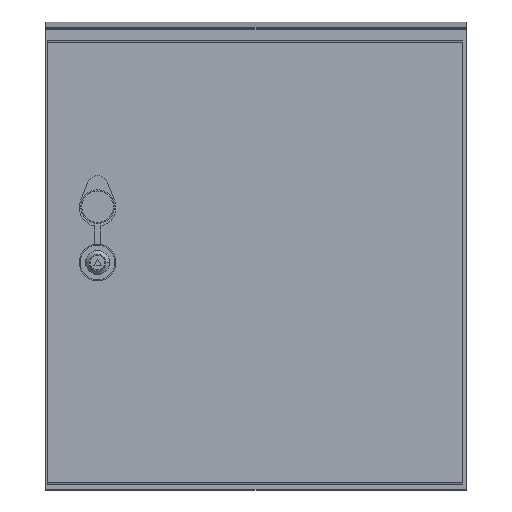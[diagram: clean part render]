
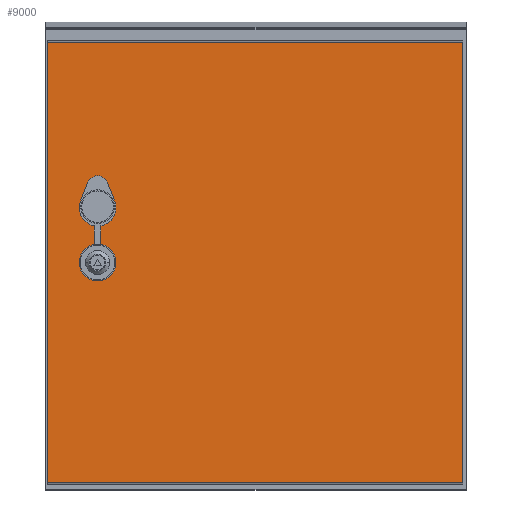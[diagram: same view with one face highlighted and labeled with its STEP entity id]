
A CAD part, top view. The second image highlights one B-rep face of the part: STEP entity #9000.
In plain terms, the highlighted planar face has unit normal (0, 0, 1).
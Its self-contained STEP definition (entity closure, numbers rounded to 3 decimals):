
#245 = CARTESIAN_POINT ( 'NONE',  ( 395., -209.65, 0. ) ) ;
#542 = VECTOR ( 'NONE', #1523, 1000. ) ;
#572 = CARTESIAN_POINT ( 'NONE',  ( 47.5, 52.082, 0. ) ) ;
#652 = CARTESIAN_POINT ( 'NONE',  ( 63.777, 58.51, 0. ) ) ;
#886 = EDGE_CURVE ( 'NONE', #12218, #1709, #2829, .T. ) ;
#944 = DIRECTION ( 'NONE',  ( 1., 0., 0. ) ) ;
#1226 = ORIENTED_EDGE ( 'NONE', *, *, #2181, .F. ) ;
#1251 = DIRECTION ( 'NONE',  ( 0., -1., 0. ) ) ;
#1275 = CARTESIAN_POINT ( 'NONE',  ( 38.199, 76.173, 0. ) ) ;
#1295 = DIRECTION ( 'NONE',  ( 0., 0., 1. ) ) ;
#1392 = CARTESIAN_POINT ( 'NONE',  ( 38.199, 76.173, 0. ) ) ;
#1404 = EDGE_CURVE ( 'NONE', #4592, #6421, #3590, .T. ) ;
#1523 = DIRECTION ( 'NONE',  ( -1., 0., 0. ) ) ;
#1615 = CARTESIAN_POINT ( 'NONE',  ( 44.5, 17.241, 0. ) ) ;
#1709 = VERTEX_POINT ( 'NONE', #12573 ) ;
#1716 = LINE ( 'NONE', #5711, #13049 ) ;
#1765 = CARTESIAN_POINT ( 'NONE',  ( 50.5, 17.241, 0. ) ) ;
#1824 = DIRECTION ( 'NONE',  ( -1., 0., 0. ) ) ;
#2181 = EDGE_CURVE ( 'NONE', #1709, #13526, #2759, .T. ) ;
#2204 = CARTESIAN_POINT ( 'NONE',  ( 47.5, 72.5, 0. ) ) ;
#2473 = ORIENTED_EDGE ( 'NONE', *, *, #9867, .F. ) ;
#2759 = CIRCLE ( 'NONE', #11154, 17.5 ) ;
#2783 = VERTEX_POINT ( 'NONE', #10065 ) ;
#2829 = LINE ( 'NONE', #1392, #9724 ) ;
#3006 = VERTEX_POINT ( 'NONE', #12642 ) ;
#3022 = CARTESIAN_POINT ( 'NONE',  ( 47.5, 0., 0. ) ) ;
#3174 = CARTESIAN_POINT ( 'NONE',  ( 395., 209.65, 0. ) ) ;
#3264 = DIRECTION ( 'NONE',  ( -0.367, 0.93, 0. ) ) ;
#3459 = LINE ( 'NONE', #1615, #13426 ) ;
#3492 = VECTOR ( 'NONE', #14321, 1000. ) ;
#3590 = LINE ( 'NONE', #9549, #8761 ) ;
#3750 = CARTESIAN_POINT ( 'NONE',  ( 30., 52.082, 0. ) ) ;
#3837 = EDGE_CURVE ( 'NONE', #7358, #12662, #14214, .T. ) ;
#3951 = EDGE_LOOP ( 'NONE', ( #14136, #14107, #5140, #15799 ) ) ;
#4032 = CARTESIAN_POINT ( 'NONE',  ( 0., -209.65, 0. ) ) ;
#4139 = AXIS2_PLACEMENT_3D ( 'NONE', #3022, #14087, #15326 ) ;
#4320 = AXIS2_PLACEMENT_3D ( 'NONE', #15547, #4408, #4578 ) ;
#4408 = DIRECTION ( 'NONE',  ( 0., 0., 1. ) ) ;
#4430 = CARTESIAN_POINT ( 'NONE',  ( 50.5, 17.241, 0. ) ) ;
#4578 = DIRECTION ( 'NONE',  ( 1., 0., 0. ) ) ;
#4592 = VERTEX_POINT ( 'NONE', #3174 ) ;
#4651 = LINE ( 'NONE', #14854, #7148 ) ;
#4752 = DIRECTION ( 'NONE',  ( 1., 0., 0. ) ) ;
#4778 = CIRCLE ( 'NONE', #7017, 17.5 ) ;
#5067 = EDGE_CURVE ( 'NONE', #13526, #13351, #9948, .T. ) ;
#5140 = ORIENTED_EDGE ( 'NONE', *, *, #1404, .F. ) ;
#5177 = DIRECTION ( 'NONE',  ( 0., -1., 0. ) ) ;
#5348 = ORIENTED_EDGE ( 'NONE', *, *, #8962, .F. ) ;
#5351 = EDGE_CURVE ( 'NONE', #4592, #12350, #5356, .T. ) ;
#5356 = LINE ( 'NONE', #8989, #542 ) ;
#5497 = ORIENTED_EDGE ( 'NONE', *, *, #8458, .F. ) ;
#5711 = CARTESIAN_POINT ( 'NONE',  ( 395., -209.65, 0. ) ) ;
#6317 = FACE_BOUND ( 'NONE', #10716, .T. ) ;
#6421 = VERTEX_POINT ( 'NONE', #245 ) ;
#6473 = CARTESIAN_POINT ( 'NONE',  ( 47.5, 0., 0. ) ) ;
#6611 = CARTESIAN_POINT ( 'NONE',  ( 47.5, 0., 0. ) ) ;
#7002 = LINE ( 'NONE', #13075, #7967 ) ;
#7017 = AXIS2_PLACEMENT_3D ( 'NONE', #6611, #15166, #1824 ) ;
#7040 = CIRCLE ( 'NONE', #4139, 17.5 ) ;
#7144 = DIRECTION ( 'NONE',  ( -1., 0., 0. ) ) ;
#7148 = VECTOR ( 'NONE', #1251, 1000. ) ;
#7305 = ORIENTED_EDGE ( 'NONE', *, *, #886, .F. ) ;
#7358 = VERTEX_POINT ( 'NONE', #1765 ) ;
#7834 = AXIS2_PLACEMENT_3D ( 'NONE', #9123, #10181, #9075 ) ;
#7852 = PLANE ( 'NONE',  #7834 ) ;
#7865 = AXIS2_PLACEMENT_3D ( 'NONE', #6473, #10426, #14867 ) ;
#7963 = EDGE_CURVE ( 'NONE', #13351, #14737, #3459, .T. ) ;
#7967 = VECTOR ( 'NONE', #3264, 1000. ) ;
#8086 = ORIENTED_EDGE ( 'NONE', *, *, #14088, .F. ) ;
#8172 = DIRECTION ( 'NONE',  ( -1., 0., 0. ) ) ;
#8458 = EDGE_CURVE ( 'NONE', #2783, #12218, #13980, .T. ) ;
#8474 = DIRECTION ( 'NONE',  ( 0., -1., 0. ) ) ;
#8532 = AXIS2_PLACEMENT_3D ( 'NONE', #2204, #10762, #7144 ) ;
#8761 = VECTOR ( 'NONE', #8474, 1000. ) ;
#8962 = EDGE_CURVE ( 'NONE', #10289, #3006, #4778, .T. ) ;
#8989 = CARTESIAN_POINT ( 'NONE',  ( 395., 209.65, 0. ) ) ;
#9000 = ADVANCED_FACE ( 'NONE', ( #13393, #6317 ), #7852, .F. ) ;
#9075 = DIRECTION ( 'NONE',  ( -1., 0., 0. ) ) ;
#9123 = CARTESIAN_POINT ( 'NONE',  ( 395., 209.65, 0. ) ) ;
#9177 = EDGE_CURVE ( 'NONE', #12662, #14726, #15866, .T. ) ;
#9549 = CARTESIAN_POINT ( 'NONE',  ( 395., 209.65, 0. ) ) ;
#9724 = VECTOR ( 'NONE', #11193, 1000. ) ;
#9773 = CARTESIAN_POINT ( 'NONE',  ( 50.5, 34.841, 0. ) ) ;
#9867 = EDGE_CURVE ( 'NONE', #14726, #2783, #7002, .T. ) ;
#9948 = CIRCLE ( 'NONE', #10382, 17.5 ) ;
#10065 = CARTESIAN_POINT ( 'NONE',  ( 56.801, 76.173, 0. ) ) ;
#10181 = DIRECTION ( 'NONE',  ( 0., 0., -1. ) ) ;
#10202 = ORIENTED_EDGE ( 'NONE', *, *, #7963, .F. ) ;
#10289 = VERTEX_POINT ( 'NONE', #12683 ) ;
#10382 = AXIS2_PLACEMENT_3D ( 'NONE', #572, #15642, #944 ) ;
#10426 = DIRECTION ( 'NONE',  ( 0., 0., 1. ) ) ;
#10716 = EDGE_LOOP ( 'NONE', ( #11170, #13513, #5348, #8086, #10202, #13620, #1226, #7305, #5497, #2473, #14416 ) ) ;
#10762 = DIRECTION ( 'NONE',  ( 0., 0., 1. ) ) ;
#11154 = AXIS2_PLACEMENT_3D ( 'NONE', #15783, #1295, #4752 ) ;
#11170 = ORIENTED_EDGE ( 'NONE', *, *, #3837, .F. ) ;
#11193 = DIRECTION ( 'NONE',  ( -0.367, -0.93, 0. ) ) ;
#11503 = CARTESIAN_POINT ( 'NONE',  ( 44.5, 17.241, 0. ) ) ;
#11975 = EDGE_CURVE ( 'NONE', #6421, #14420, #1716, .T. ) ;
#12218 = VERTEX_POINT ( 'NONE', #1275 ) ;
#12350 = VERTEX_POINT ( 'NONE', #12466 ) ;
#12415 = CIRCLE ( 'NONE', #7865, 17.5 ) ;
#12466 = CARTESIAN_POINT ( 'NONE',  ( 0., 209.65, 0. ) ) ;
#12573 = CARTESIAN_POINT ( 'NONE',  ( 31.223, 58.51, 0. ) ) ;
#12642 = CARTESIAN_POINT ( 'NONE',  ( 65., 0., 0. ) ) ;
#12662 = VERTEX_POINT ( 'NONE', #9773 ) ;
#12683 = CARTESIAN_POINT ( 'NONE',  ( 30., 0., 0. ) ) ;
#13049 = VECTOR ( 'NONE', #8172, 1000. ) ;
#13075 = CARTESIAN_POINT ( 'NONE',  ( 56.801, 76.173, 0. ) ) ;
#13351 = VERTEX_POINT ( 'NONE', #14715 ) ;
#13393 = FACE_OUTER_BOUND ( 'NONE', #3951, .T. ) ;
#13426 = VECTOR ( 'NONE', #5177, 1000. ) ;
#13513 = ORIENTED_EDGE ( 'NONE', *, *, #15187, .F. ) ;
#13526 = VERTEX_POINT ( 'NONE', #3750 ) ;
#13620 = ORIENTED_EDGE ( 'NONE', *, *, #5067, .F. ) ;
#13980 = CIRCLE ( 'NONE', #8532, 10. ) ;
#14087 = DIRECTION ( 'NONE',  ( 0., 0., 1. ) ) ;
#14088 = EDGE_CURVE ( 'NONE', #14737, #10289, #7040, .T. ) ;
#14107 = ORIENTED_EDGE ( 'NONE', *, *, #11975, .F. ) ;
#14136 = ORIENTED_EDGE ( 'NONE', *, *, #15561, .T. ) ;
#14214 = LINE ( 'NONE', #4430, #3492 ) ;
#14321 = DIRECTION ( 'NONE',  ( 0., 1., 0. ) ) ;
#14416 = ORIENTED_EDGE ( 'NONE', *, *, #9177, .F. ) ;
#14420 = VERTEX_POINT ( 'NONE', #4032 ) ;
#14715 = CARTESIAN_POINT ( 'NONE',  ( 44.5, 34.841, 0. ) ) ;
#14726 = VERTEX_POINT ( 'NONE', #652 ) ;
#14737 = VERTEX_POINT ( 'NONE', #11503 ) ;
#14854 = CARTESIAN_POINT ( 'NONE',  ( 0., 209.65, 0. ) ) ;
#14867 = DIRECTION ( 'NONE',  ( -1., 0., 0. ) ) ;
#15166 = DIRECTION ( 'NONE',  ( 0., 0., 1. ) ) ;
#15187 = EDGE_CURVE ( 'NONE', #3006, #7358, #12415, .T. ) ;
#15326 = DIRECTION ( 'NONE',  ( -1., 0., 0. ) ) ;
#15547 = CARTESIAN_POINT ( 'NONE',  ( 47.5, 52.082, 0. ) ) ;
#15561 = EDGE_CURVE ( 'NONE', #12350, #14420, #4651, .T. ) ;
#15642 = DIRECTION ( 'NONE',  ( 0., 0., 1. ) ) ;
#15783 = CARTESIAN_POINT ( 'NONE',  ( 47.5, 52.082, 0. ) ) ;
#15799 = ORIENTED_EDGE ( 'NONE', *, *, #5351, .T. ) ;
#15866 = CIRCLE ( 'NONE', #4320, 17.5 ) ;
